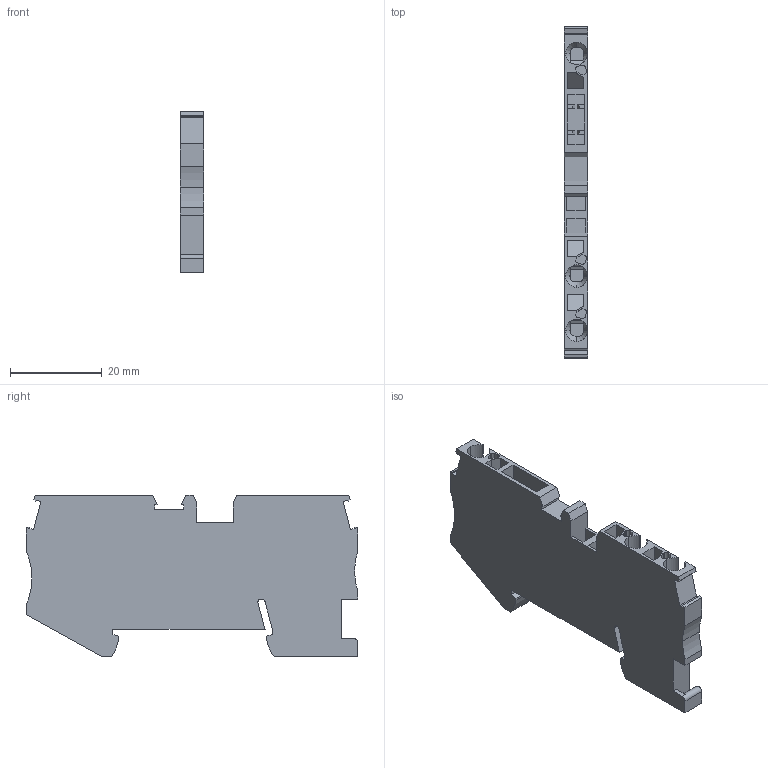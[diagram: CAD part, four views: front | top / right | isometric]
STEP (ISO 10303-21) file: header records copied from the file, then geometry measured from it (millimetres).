
FILE_DESCRIPTION(('STEP AP214'),'1');
FILE_NAME('cctmp_6ED404E0-154A-400F-BEFB-0E0BAA91F9EA_2023_07_24_21_35_07_0829..stp','2023-07-24T19:35:09',('SIEMENS A&D'),('CADClick - www.CADClick.com'),'Spatial InterOp 3D postprocessed',' ','unknown authorization');
FILE_SCHEMA(('AUTOMOTIVE_DESIGN'));
Length unit declared in the file: millimetre
Products named in the file (1): 2023_07_24_21_35_07_0813
Bounding box: 5.15 x 72.2 x 35.25 mm (x, y, z)
Volume: 9218.5 mm3; surface area: 7283.1 mm2
Topology: 1 solids, 1 shells, 246 faces, 690 edges, 453 vertices
Faces by surface type: plane 164, cylinder 64, cone 18
Entity records: 10452 total; most frequent: CARTESIAN_POINT 3298, ORIENTED_EDGE 1380, DIRECTION 1277, EDGE_CURVE 690, LINE 513, VECTOR 513, VERTEX_POINT 453, AXIS2_PLACEMENT_3D 382
